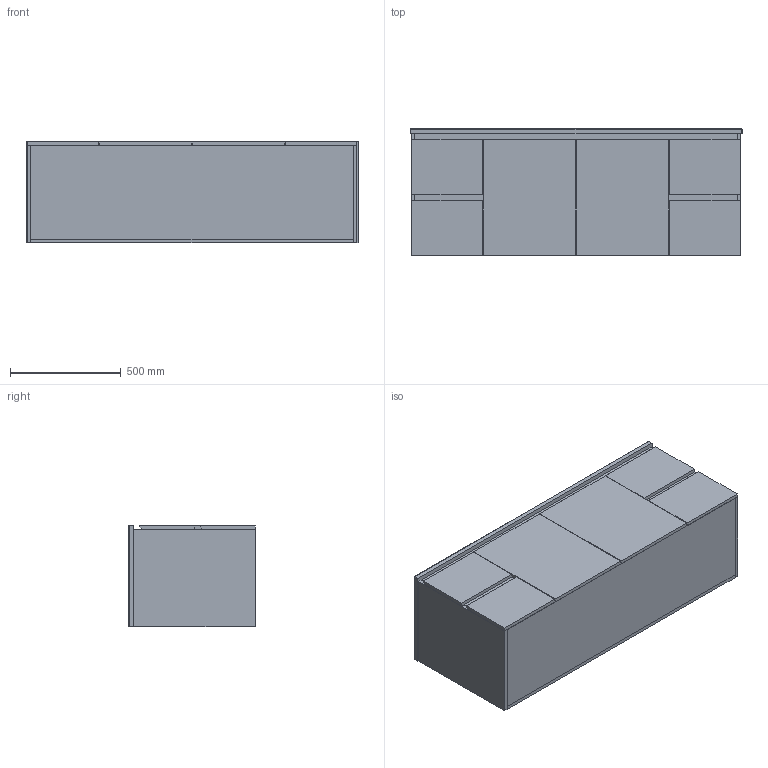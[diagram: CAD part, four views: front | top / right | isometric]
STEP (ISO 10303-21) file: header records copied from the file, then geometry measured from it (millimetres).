
FILE_DESCRIPTION (( 'STEP AP214' ), '1' );
FILE_NAME ('FD Acrylic 1500D WH ASSEM.STEP', '2019-03-06T04:38:10', ( '' ), ( '' ), 'SwSTEP 2.0', 'SolidWorks 2015', '' );
FILE_SCHEMA (( 'AUTOMOTIVE_DESIGN' ));
Length unit declared in the file: millimetre
Products named in the file (3): Essentials Acrylic 1500D; FD Acrylic 1500D WH ASSEM; FD Acrylic 1500D WH
Assembly tree (2 placements, depth 2):
  FD Acrylic 1500D WH ASSEM
    FD Acrylic 1500D WH
    Essentials Acrylic 1500D
Bounding box: 1500 x 572 x 460 mm (x, y, z)
Volume: 75440427.2 mm3; surface area: 9182998.6 mm2
Topology: 12 solids, 12 shells, 139 faces, 301 edges, 184 vertices
Faces by surface type: plane 94, cylinder 23, bspline 12, sphere 6, torus 4
Entity records: 5529 total; most frequent: CARTESIAN_POINT 2029, ORIENTED_EDGE 590, DIRECTION 589, EDGE_CURVE 295, VECTOR 225, LINE 225, VERTEX_POINT 184, AXIS2_PLACEMENT_3D 182
